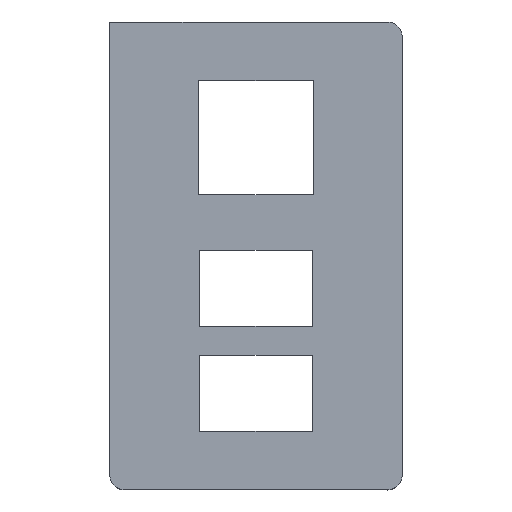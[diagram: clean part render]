
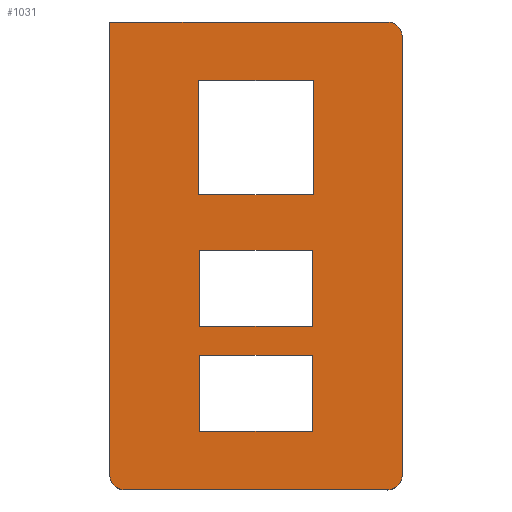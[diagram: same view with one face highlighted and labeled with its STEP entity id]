
A CAD part, top view. The second image highlights one B-rep face of the part: STEP entity #1031.
In plain terms, the highlighted planar face has unit normal (0, 0, 1).
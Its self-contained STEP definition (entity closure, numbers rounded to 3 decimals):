
#1 = VERTEX_POINT ( 'NONE', #439 ) ;
#5 = EDGE_CURVE ( 'NONE', #904, #324, #575, .T. ) ;
#43 = ORIENTED_EDGE ( 'NONE', *, *, #1503, .T. ) ;
#69 = CARTESIAN_POINT ( 'NONE',  ( -22.5, -37.5, 1. ) ) ;
#89 = EDGE_LOOP ( 'NONE', ( #1896, #710, #2161, #941 ) ) ;
#105 = VECTOR ( 'NONE', #1149, 1000. ) ;
#114 = CARTESIAN_POINT ( 'NONE',  ( 22.5, -37.5, 1. ) ) ;
#128 = VERTEX_POINT ( 'NONE', #821 ) ;
#139 = EDGE_CURVE ( 'NONE', #445, #1, #162, .T. ) ;
#156 = VECTOR ( 'NONE', #1049, 1000. ) ;
#159 = DIRECTION ( 'NONE',  ( 0., 1., 0. ) ) ;
#162 = LINE ( 'NONE', #669, #460 ) ;
#165 = CIRCLE ( 'NONE', #345, 2.5 ) ;
#202 = VECTOR ( 'NONE', #1158, 1000. ) ;
#216 = ORIENTED_EDGE ( 'NONE', *, *, #1071, .T. ) ;
#226 = ORIENTED_EDGE ( 'NONE', *, *, #1998, .T. ) ;
#275 = DIRECTION ( 'NONE',  ( 0., -1., 0. ) ) ;
#277 = CARTESIAN_POINT ( 'NONE',  ( 25., 40., 1. ) ) ;
#279 = VECTOR ( 'NONE', #1343, 1000. ) ;
#288 = VERTEX_POINT ( 'NONE', #721 ) ;
#295 = FACE_OUTER_BOUND ( 'NONE', #1777, .T. ) ;
#305 = DIRECTION ( 'NONE',  ( -1., 0., 0. ) ) ;
#314 = AXIS2_PLACEMENT_3D ( 'NONE', #959, #952, #1819 ) ;
#324 = VERTEX_POINT ( 'NONE', #375 ) ;
#340 = LINE ( 'NONE', #1171, #554 ) ;
#345 = AXIS2_PLACEMENT_3D ( 'NONE', #69, #2045, #417 ) ;
#352 = LINE ( 'NONE', #506, #2020 ) ;
#375 = CARTESIAN_POINT ( 'NONE',  ( -25., -37.5, 1. ) ) ;
#394 = ORIENTED_EDGE ( 'NONE', *, *, #139, .T. ) ;
#417 = DIRECTION ( 'NONE',  ( -1., 0., 0. ) ) ;
#424 = LINE ( 'NONE', #433, #623 ) ;
#433 = CARTESIAN_POINT ( 'NONE',  ( -9.75, 30., 1. ) ) ;
#439 = CARTESIAN_POINT ( 'NONE',  ( 9.6, -17., 1. ) ) ;
#445 = VERTEX_POINT ( 'NONE', #534 ) ;
#460 = VECTOR ( 'NONE', #1326, 1000. ) ;
#465 = VERTEX_POINT ( 'NONE', #1927 ) ;
#472 = CARTESIAN_POINT ( 'NONE',  ( -9.75, 30., 1. ) ) ;
#484 = VERTEX_POINT ( 'NONE', #925 ) ;
#486 = CARTESIAN_POINT ( 'NONE',  ( -9.6, 1., 1. ) ) ;
#492 = LINE ( 'NONE', #684, #202 ) ;
#506 = CARTESIAN_POINT ( 'NONE',  ( -9.6, -30., 1. ) ) ;
#534 = CARTESIAN_POINT ( 'NONE',  ( -9.6, -17., 1. ) ) ;
#536 = VERTEX_POINT ( 'NONE', #1246 ) ;
#554 = VECTOR ( 'NONE', #1184, 1000. ) ;
#575 = LINE ( 'NONE', #583, #1189 ) ;
#581 = ORIENTED_EDGE ( 'NONE', *, *, #1440, .T. ) ;
#583 = CARTESIAN_POINT ( 'NONE',  ( -25., -40., 1. ) ) ;
#601 = AXIS2_PLACEMENT_3D ( 'NONE', #1480, #1981, #305 ) ;
#612 = EDGE_CURVE ( 'NONE', #795, #1519, #1120, .T. ) ;
#623 = VECTOR ( 'NONE', #766, 1000. ) ;
#628 = DIRECTION ( 'NONE',  ( 1., 0., 0. ) ) ;
#640 = CARTESIAN_POINT ( 'NONE',  ( 9.6, 1., 1. ) ) ;
#649 = FACE_BOUND ( 'NONE', #1820, .T. ) ;
#654 = EDGE_CURVE ( 'NONE', #536, #904, #1782, .T. ) ;
#669 = CARTESIAN_POINT ( 'NONE',  ( -9.6, -17., 1. ) ) ;
#684 = CARTESIAN_POINT ( 'NONE',  ( -9.6, -12., 1. ) ) ;
#687 = DIRECTION ( 'NONE',  ( -1., 0., 0. ) ) ;
#710 = ORIENTED_EDGE ( 'NONE', *, *, #2072, .T. ) ;
#718 = VERTEX_POINT ( 'NONE', #955 ) ;
#721 = CARTESIAN_POINT ( 'NONE',  ( -9.6, -12., 1. ) ) ;
#766 = DIRECTION ( 'NONE',  ( 0., 1., 0. ) ) ;
#795 = VERTEX_POINT ( 'NONE', #1194 ) ;
#803 = VECTOR ( 'NONE', #982, 1000. ) ;
#821 = CARTESIAN_POINT ( 'NONE',  ( 9.6, -12., 1. ) ) ;
#830 = VERTEX_POINT ( 'NONE', #1345 ) ;
#857 = EDGE_LOOP ( 'NONE', ( #1792, #1296, #581, #2110 ) ) ;
#904 = VERTEX_POINT ( 'NONE', #2098 ) ;
#916 = CARTESIAN_POINT ( 'NONE',  ( -9.75, 10.5, 1. ) ) ;
#925 = CARTESIAN_POINT ( 'NONE',  ( 25., 37.5, 1. ) ) ;
#941 = ORIENTED_EDGE ( 'NONE', *, *, #1371, .T. ) ;
#949 = CARTESIAN_POINT ( 'NONE',  ( -9.75, 10.5, 1. ) ) ;
#952 = DIRECTION ( 'NONE',  ( 0., 0., -1. ) ) ;
#955 = CARTESIAN_POINT ( 'NONE',  ( 9.6, -30., 1. ) ) ;
#959 = CARTESIAN_POINT ( 'NONE',  ( 0., 0., 1. ) ) ;
#960 = ORIENTED_EDGE ( 'NONE', *, *, #5, .T. ) ;
#969 = FACE_BOUND ( 'NONE', #89, .T. ) ;
#982 = DIRECTION ( 'NONE',  ( 1., 0., 0. ) ) ;
#992 = CARTESIAN_POINT ( 'NONE',  ( 9.6, 1., 1. ) ) ;
#994 = CIRCLE ( 'NONE', #2015, 2.5 ) ;
#1017 = CARTESIAN_POINT ( 'NONE',  ( -9.75, 30., 1. ) ) ;
#1025 = ORIENTED_EDGE ( 'NONE', *, *, #1407, .T. ) ;
#1031 = ADVANCED_FACE ( 'NONE', ( #649, #969, #2118, #295 ), #1436, .F. ) ;
#1043 = CARTESIAN_POINT ( 'NONE',  ( -9.6, -30., 1. ) ) ;
#1045 = VECTOR ( 'NONE', #275, 1000. ) ;
#1049 = DIRECTION ( 'NONE',  ( 0., -1., 0. ) ) ;
#1066 = DIRECTION ( 'NONE',  ( 0., -1., 0. ) ) ;
#1071 = EDGE_CURVE ( 'NONE', #484, #536, #1544, .T. ) ;
#1081 = EDGE_CURVE ( 'NONE', #2012, #1677, #1135, .T. ) ;
#1114 = DIRECTION ( 'NONE',  ( 0., 0., 1. ) ) ;
#1120 = LINE ( 'NONE', #486, #803 ) ;
#1134 = DIRECTION ( 'NONE',  ( 1., 0., 0. ) ) ;
#1135 = LINE ( 'NONE', #1780, #1045 ) ;
#1142 = EDGE_CURVE ( 'NONE', #1, #718, #1697, .T. ) ;
#1149 = DIRECTION ( 'NONE',  ( -1., 0., 0. ) ) ;
#1158 = DIRECTION ( 'NONE',  ( -1., 0., 0. ) ) ;
#1166 = CARTESIAN_POINT ( 'NONE',  ( 9.6, -17., 1. ) ) ;
#1171 = CARTESIAN_POINT ( 'NONE',  ( -9.6, -17., 1. ) ) ;
#1184 = DIRECTION ( 'NONE',  ( 0., 1., 0. ) ) ;
#1189 = VECTOR ( 'NONE', #1066, 1000. ) ;
#1194 = CARTESIAN_POINT ( 'NONE',  ( -9.6, 1., 1. ) ) ;
#1215 = VECTOR ( 'NONE', #159, 1000. ) ;
#1236 = EDGE_CURVE ( 'NONE', #128, #288, #492, .T. ) ;
#1246 = CARTESIAN_POINT ( 'NONE',  ( 22.5, 40., 1. ) ) ;
#1258 = EDGE_CURVE ( 'NONE', #324, #465, #165, .T. ) ;
#1270 = CARTESIAN_POINT ( 'NONE',  ( 9.75, 10.5, 1. ) ) ;
#1296 = ORIENTED_EDGE ( 'NONE', *, *, #1081, .T. ) ;
#1314 = VERTEX_POINT ( 'NONE', #1043 ) ;
#1326 = DIRECTION ( 'NONE',  ( 1., 0., 0. ) ) ;
#1343 = DIRECTION ( 'NONE',  ( 0., -1., 0. ) ) ;
#1345 = CARTESIAN_POINT ( 'NONE',  ( 25., -37.5, 1. ) ) ;
#1346 = LINE ( 'NONE', #1667, #1215 ) ;
#1371 = EDGE_CURVE ( 'NONE', #288, #795, #1375, .T. ) ;
#1375 = LINE ( 'NONE', #1399, #1528 ) ;
#1399 = CARTESIAN_POINT ( 'NONE',  ( -9.6, 1., 1. ) ) ;
#1407 = EDGE_CURVE ( 'NONE', #1418, #830, #994, .T. ) ;
#1408 = ORIENTED_EDGE ( 'NONE', *, *, #1142, .T. ) ;
#1418 = VERTEX_POINT ( 'NONE', #1776 ) ;
#1431 = ORIENTED_EDGE ( 'NONE', *, *, #654, .T. ) ;
#1436 = PLANE ( 'NONE',  #314 ) ;
#1440 = EDGE_CURVE ( 'NONE', #1677, #1763, #1786, .T. ) ;
#1444 = EDGE_CURVE ( 'NONE', #1936, #2012, #1960, .T. ) ;
#1480 = CARTESIAN_POINT ( 'NONE',  ( 22.5, 37.5, 1. ) ) ;
#1503 = EDGE_CURVE ( 'NONE', #465, #1418, #1631, .T. ) ;
#1519 = VERTEX_POINT ( 'NONE', #640 ) ;
#1528 = VECTOR ( 'NONE', #2085, 1000. ) ;
#1543 = ORIENTED_EDGE ( 'NONE', *, *, #1258, .T. ) ;
#1544 = CIRCLE ( 'NONE', #601, 2.5 ) ;
#1564 = VECTOR ( 'NONE', #1134, 1000. ) ;
#1631 = LINE ( 'NONE', #1949, #1632 ) ;
#1632 = VECTOR ( 'NONE', #628, 1000. ) ;
#1667 = CARTESIAN_POINT ( 'NONE',  ( 25., -40., 1. ) ) ;
#1677 = VERTEX_POINT ( 'NONE', #1270 ) ;
#1683 = EDGE_CURVE ( 'NONE', #1763, #1936, #424, .T. ) ;
#1697 = LINE ( 'NONE', #1166, #279 ) ;
#1710 = ORIENTED_EDGE ( 'NONE', *, *, #1978, .T. ) ;
#1763 = VERTEX_POINT ( 'NONE', #916 ) ;
#1776 = CARTESIAN_POINT ( 'NONE',  ( 22.5, -40., 1. ) ) ;
#1777 = EDGE_LOOP ( 'NONE', ( #226, #216, #1431, #960, #1543, #43, #1025 ) ) ;
#1780 = CARTESIAN_POINT ( 'NONE',  ( 9.75, 30., 1. ) ) ;
#1782 = LINE ( 'NONE', #277, #105 ) ;
#1786 = LINE ( 'NONE', #949, #2094 ) ;
#1792 = ORIENTED_EDGE ( 'NONE', *, *, #1444, .T. ) ;
#1819 = DIRECTION ( 'NONE',  ( -1., 0., 0. ) ) ;
#1820 = EDGE_LOOP ( 'NONE', ( #394, #1408, #1710, #2168 ) ) ;
#1891 = LINE ( 'NONE', #992, #156 ) ;
#1896 = ORIENTED_EDGE ( 'NONE', *, *, #612, .T. ) ;
#1927 = CARTESIAN_POINT ( 'NONE',  ( -22.5, -40., 1. ) ) ;
#1936 = VERTEX_POINT ( 'NONE', #1017 ) ;
#1949 = CARTESIAN_POINT ( 'NONE',  ( 25., -40., 1. ) ) ;
#1960 = LINE ( 'NONE', #472, #1564 ) ;
#1963 = EDGE_CURVE ( 'NONE', #1314, #445, #340, .T. ) ;
#1972 = DIRECTION ( 'NONE',  ( -1., 0., 0. ) ) ;
#1978 = EDGE_CURVE ( 'NONE', #718, #1314, #352, .T. ) ;
#1981 = DIRECTION ( 'NONE',  ( 0., 0., 1. ) ) ;
#1998 = EDGE_CURVE ( 'NONE', #830, #484, #1346, .T. ) ;
#2012 = VERTEX_POINT ( 'NONE', #2049 ) ;
#2015 = AXIS2_PLACEMENT_3D ( 'NONE', #114, #1114, #1972 ) ;
#2020 = VECTOR ( 'NONE', #687, 1000. ) ;
#2045 = DIRECTION ( 'NONE',  ( 0., 0., 1. ) ) ;
#2049 = CARTESIAN_POINT ( 'NONE',  ( 9.75, 30., 1. ) ) ;
#2072 = EDGE_CURVE ( 'NONE', #1519, #128, #1891, .T. ) ;
#2085 = DIRECTION ( 'NONE',  ( 0., 1., 0. ) ) ;
#2094 = VECTOR ( 'NONE', #2146, 1000. ) ;
#2098 = CARTESIAN_POINT ( 'NONE',  ( -25., 40., 1. ) ) ;
#2110 = ORIENTED_EDGE ( 'NONE', *, *, #1683, .T. ) ;
#2118 = FACE_BOUND ( 'NONE', #857, .T. ) ;
#2146 = DIRECTION ( 'NONE',  ( -1., 0., 0. ) ) ;
#2161 = ORIENTED_EDGE ( 'NONE', *, *, #1236, .T. ) ;
#2168 = ORIENTED_EDGE ( 'NONE', *, *, #1963, .T. ) ;
